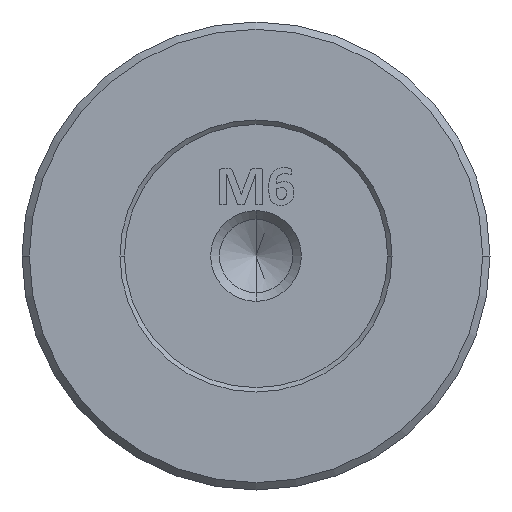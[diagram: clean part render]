
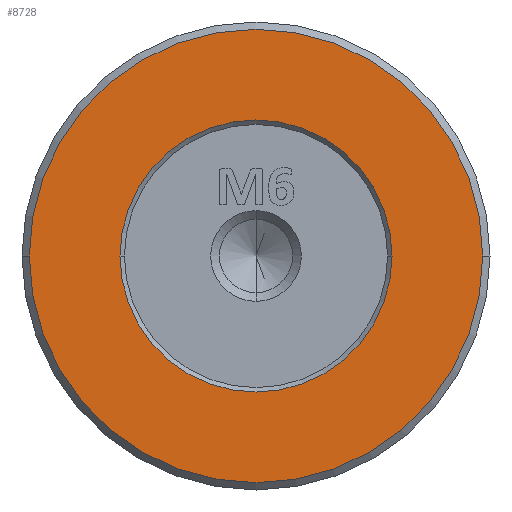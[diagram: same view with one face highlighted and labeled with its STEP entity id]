
A CAD part, left-side view. The second image highlights one B-rep face of the part: STEP entity #8728.
In plain terms, the highlighted planar face has unit normal (-1, 0, 0).
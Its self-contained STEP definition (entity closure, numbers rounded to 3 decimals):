
#837 = AXIS2_PLACEMENT_3D ( 'NONE', #24739, #19967, #17883 ) ;
#2459 = DIRECTION ( 'NONE',  ( 1., 0., 0. ) ) ;
#3180 = AXIS2_PLACEMENT_3D ( 'NONE', #16132, #2459, #18948 ) ;
#3594 = DIRECTION ( 'NONE',  ( -1., 0., 0. ) ) ;
#5087 = EDGE_CURVE ( 'NONE', #17701, #24428, #12754, .T. ) ;
#5324 = DIRECTION ( 'NONE',  ( 0., 1., 0. ) ) ;
#6484 = ORIENTED_EDGE ( 'NONE', *, *, #5087, .T. ) ;
#6672 = AXIS2_PLACEMENT_3D ( 'NONE', #25979, #26120, #5324 ) ;
#7146 = CARTESIAN_POINT ( 'NONE',  ( -94.413, 13.364, 6.822 ) ) ;
#7445 = CIRCLE ( 'NONE', #26911, 9.3 ) ;
#7482 = EDGE_LOOP ( 'NONE', ( #11678, #6484 ) ) ;
#7846 = CARTESIAN_POINT ( 'NONE',  ( -94.413, 19.564, 6.822 ) ) ;
#8728 = ADVANCED_FACE ( 'NONE', ( #17050, #19140 ), #9778, .T. ) ;
#9778 = PLANE ( 'NONE',  #6672 ) ;
#10432 = DIRECTION ( 'NONE',  ( 0., -1., 0. ) ) ;
#11151 = EDGE_CURVE ( 'NONE', #21377, #20773, #7445, .T. ) ;
#11678 = ORIENTED_EDGE ( 'NONE', *, *, #12891, .T. ) ;
#11735 = EDGE_CURVE ( 'NONE', #20773, #21377, #25510, .T. ) ;
#12754 = CIRCLE ( 'NONE', #19892, 15.5 ) ;
#12891 = EDGE_CURVE ( 'NONE', #24428, #17701, #13636, .T. ) ;
#13636 = CIRCLE ( 'NONE', #837, 15.5 ) ;
#16132 = CARTESIAN_POINT ( 'NONE',  ( -94.413, 4.064, 6.822 ) ) ;
#17050 = FACE_BOUND ( 'NONE', #25923, .T. ) ;
#17701 = VERTEX_POINT ( 'NONE', #26422 ) ;
#17850 = CARTESIAN_POINT ( 'NONE',  ( -94.413, -5.236, 6.822 ) ) ;
#17883 = DIRECTION ( 'NONE',  ( 0., -1., 0. ) ) ;
#18948 = DIRECTION ( 'NONE',  ( 0., -1., 0. ) ) ;
#19140 = FACE_OUTER_BOUND ( 'NONE', #7482, .T. ) ;
#19150 = ORIENTED_EDGE ( 'NONE', *, *, #11151, .T. ) ;
#19892 = AXIS2_PLACEMENT_3D ( 'NONE', #28734, #3594, #10432 ) ;
#19967 = DIRECTION ( 'NONE',  ( -1., 0., 0. ) ) ;
#20773 = VERTEX_POINT ( 'NONE', #17850 ) ;
#20812 = DIRECTION ( 'NONE',  ( 0., -1., 0. ) ) ;
#21377 = VERTEX_POINT ( 'NONE', #7146 ) ;
#24428 = VERTEX_POINT ( 'NONE', #7846 ) ;
#24739 = CARTESIAN_POINT ( 'NONE',  ( -94.413, 4.064, 6.822 ) ) ;
#25510 = CIRCLE ( 'NONE', #3180, 9.3 ) ;
#25722 = DIRECTION ( 'NONE',  ( 1., 0., 0. ) ) ;
#25923 = EDGE_LOOP ( 'NONE', ( #27181, #19150 ) ) ;
#25979 = CARTESIAN_POINT ( 'NONE',  ( -94.413, 4.064, 6.822 ) ) ;
#26120 = DIRECTION ( 'NONE',  ( -1., 0., 0. ) ) ;
#26422 = CARTESIAN_POINT ( 'NONE',  ( -94.413, -11.436, 6.822 ) ) ;
#26911 = AXIS2_PLACEMENT_3D ( 'NONE', #27663, #25722, #20812 ) ;
#27181 = ORIENTED_EDGE ( 'NONE', *, *, #11735, .T. ) ;
#27663 = CARTESIAN_POINT ( 'NONE',  ( -94.413, 4.064, 6.822 ) ) ;
#28734 = CARTESIAN_POINT ( 'NONE',  ( -94.413, 4.064, 6.822 ) ) ;
